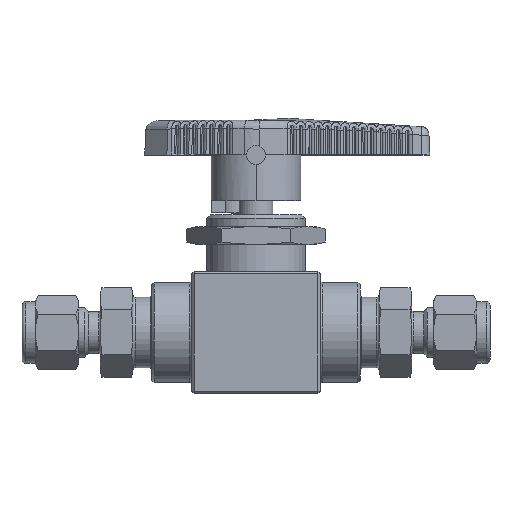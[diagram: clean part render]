
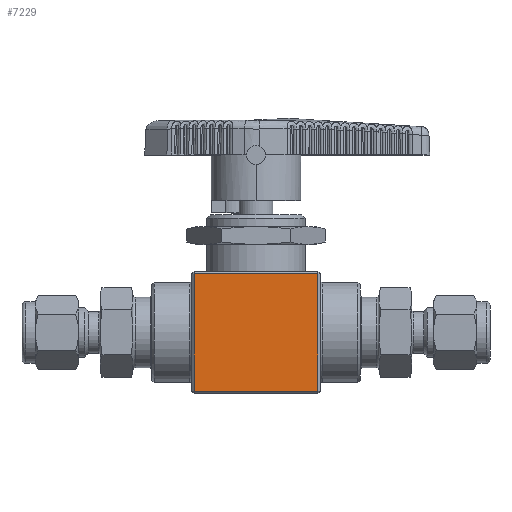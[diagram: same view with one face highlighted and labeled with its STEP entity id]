
A CAD part, top view. The second image highlights one B-rep face of the part: STEP entity #7229.
In plain terms, the highlighted planar face has unit normal (0, 0, 1).
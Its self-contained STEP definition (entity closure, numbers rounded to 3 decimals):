
#7229 = ADVANCED_FACE('',(#7230),#7264,.T.);
#7230 = FACE_BOUND('',#7231,.T.);
#7231 = EDGE_LOOP('',(#7232,#7242,#7250,#7258));
#7232 = ORIENTED_EDGE('',*,*,#7233,.T.);
#7233 = EDGE_CURVE('',#7234,#7236,#7238,.T.);
#7234 = VERTEX_POINT('',#7235);
#7235 = CARTESIAN_POINT('',(2867.447,2144.729,12.7)
  );
#7236 = VERTEX_POINT('',#7237);
#7237 = CARTESIAN_POINT('',(2867.447,2171.129,12.7)
  );
#7238 = LINE('',#7239,#7240);
#7239 = CARTESIAN_POINT('',(2867.447,2144.729,12.7)
  );
#7240 = VECTOR('',#7241,1.);
#7241 = DIRECTION('',(0.,1.,0.));
#7242 = ORIENTED_EDGE('',*,*,#7243,.T.);
#7243 = EDGE_CURVE('',#7236,#7244,#7246,.T.);
#7244 = VERTEX_POINT('',#7245);
#7245 = CARTESIAN_POINT('',(2839.647,2171.129,12.7)
  );
#7246 = LINE('',#7247,#7248);
#7247 = CARTESIAN_POINT('',(2867.447,2171.129,12.7)
  );
#7248 = VECTOR('',#7249,1.);
#7249 = DIRECTION('',(-1.,0.,0.));
#7250 = ORIENTED_EDGE('',*,*,#7251,.T.);
#7251 = EDGE_CURVE('',#7244,#7252,#7254,.T.);
#7252 = VERTEX_POINT('',#7253);
#7253 = CARTESIAN_POINT('',(2839.647,2144.729,12.7)
  );
#7254 = LINE('',#7255,#7256);
#7255 = CARTESIAN_POINT('',(2839.647,2171.129,12.7)
  );
#7256 = VECTOR('',#7257,1.);
#7257 = DIRECTION('',(0.,-1.,0.));
#7258 = ORIENTED_EDGE('',*,*,#7259,.T.);
#7259 = EDGE_CURVE('',#7252,#7234,#7260,.T.);
#7260 = LINE('',#7261,#7262);
#7261 = CARTESIAN_POINT('',(2839.647,2144.729,12.7)
  );
#7262 = VECTOR('',#7263,1.);
#7263 = DIRECTION('',(1.,0.,0.));
#7264 = PLANE('',#7265);
#7265 = AXIS2_PLACEMENT_3D('',#7266,#7267,#7268);
#7266 = CARTESIAN_POINT('',(2853.547,2157.929,12.7)
  );
#7267 = DIRECTION('',(0.,0.,1.));
#7268 = DIRECTION('',(0.,1.,0.));
